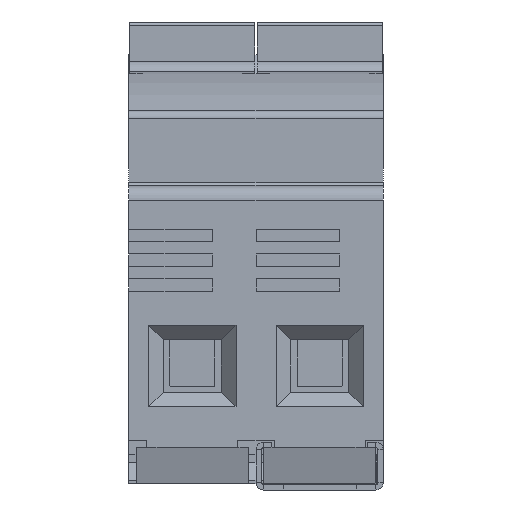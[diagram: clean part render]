
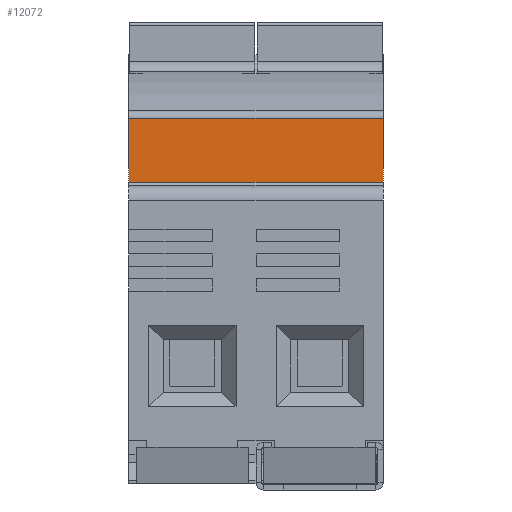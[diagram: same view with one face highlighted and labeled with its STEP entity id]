
A CAD part, front view. The second image highlights one B-rep face of the part: STEP entity #12072.
In plain terms, the highlighted planar face has unit normal (0, -1, 0).
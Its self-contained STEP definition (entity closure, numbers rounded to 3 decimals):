
#26=DIRECTION('',(0.,0.,-1.));
#27=VECTOR('',#26,8.8);
#28=CARTESIAN_POINT('',(0.,-40.2,46.3));
#29=LINE('',#28,#27);
#531=DIRECTION('',(1.,0.,0.));
#532=VECTOR('',#531,35.);
#533=CARTESIAN_POINT('',(0.,-40.2,37.5));
#534=LINE('',#533,#532);
#539=DIRECTION('',(0.,0.,-1.));
#540=VECTOR('',#539,8.8);
#541=CARTESIAN_POINT('',(35.,-40.2,46.3));
#542=LINE('',#541,#540);
#547=DIRECTION('',(-1.,0.,0.));
#548=VECTOR('',#547,35.);
#549=CARTESIAN_POINT('',(35.,-40.2,46.3));
#550=LINE('',#549,#548);
#8967=CARTESIAN_POINT('',(0.,-40.2,46.3));
#8968=VERTEX_POINT('',#8967);
#8969=CARTESIAN_POINT('',(0.,-40.2,37.5));
#8970=VERTEX_POINT('',#8969);
#9275=CARTESIAN_POINT('',(35.,-40.2,37.5));
#9276=VERTEX_POINT('',#9275);
#9277=CARTESIAN_POINT('',(35.,-40.2,46.3));
#9278=VERTEX_POINT('',#9277);
#12059=CARTESIAN_POINT('',(0.,-40.2,47.3));
#12060=DIRECTION('',(0.,-1.,0.));
#12061=DIRECTION('',(0.,0.,-1.));
#12062=AXIS2_PLACEMENT_3D('',#12059,#12060,#12061);
#12063=PLANE('',#12062);
#12065=ORIENTED_EDGE('',*,*,#12064,.F.);
#12067=ORIENTED_EDGE('',*,*,#12066,.T.);
#12068=ORIENTED_EDGE('',*,*,#12050,.F.);
#12069=ORIENTED_EDGE('',*,*,#11455,.F.);
#12070=EDGE_LOOP('',(#12065,#12067,#12068,#12069));
#12071=FACE_OUTER_BOUND('',#12070,.F.);
#12072=ADVANCED_FACE('',(#12071),#12063,.T.);
#11455=EDGE_CURVE('',#8968,#8970,#29,.T.);
#12050=EDGE_CURVE('',#8970,#9276,#534,.T.);
#12064=EDGE_CURVE('',#9278,#8968,#550,.T.);
#12066=EDGE_CURVE('',#9278,#9276,#542,.T.);
